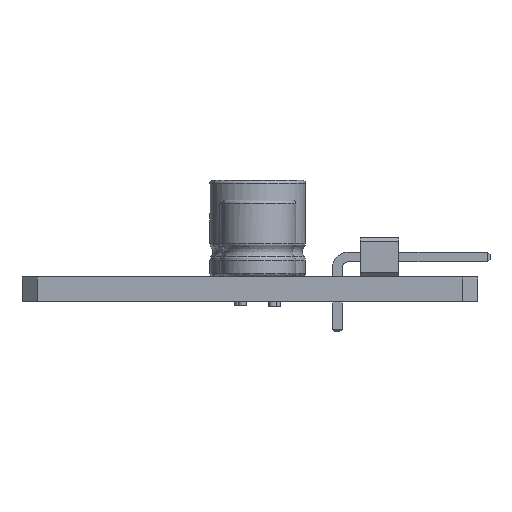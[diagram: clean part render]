
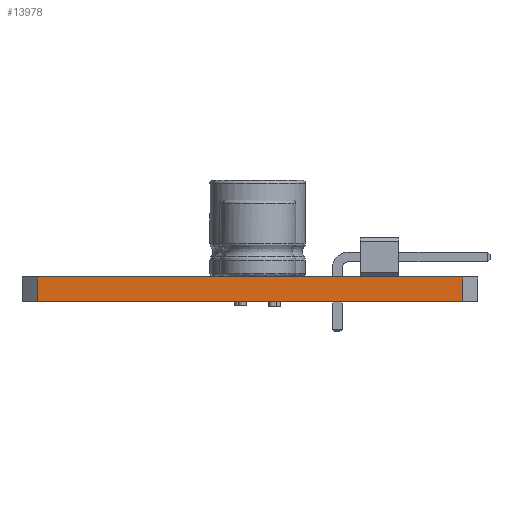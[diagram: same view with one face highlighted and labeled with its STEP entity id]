
A CAD part, left-side view. The second image highlights one B-rep face of the part: STEP entity #13978.
In plain terms, the highlighted planar face has unit normal (-1, 0, 0).
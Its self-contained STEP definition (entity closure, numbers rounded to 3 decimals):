
#13978 = ADVANCED_FACE('',(#13979),#13993,.F.);
#13979 = FACE_BOUND('',#13980,.F.);
#13980 = EDGE_LOOP('',(#13981,#14016,#14044,#14072));
#13981 = ORIENTED_EDGE('',*,*,#13982,.T.);
#13982 = EDGE_CURVE('',#13983,#13985,#13987,.T.);
#13983 = VERTEX_POINT('',#13984);
#13984 = CARTESIAN_POINT('',(15.,-6.,0.));
#13985 = VERTEX_POINT('',#13986);
#13986 = CARTESIAN_POINT('',(15.,-6.,1.6));
#13987 = SURFACE_CURVE('',#13988,(#13992,#14004),.PCURVE_S1.);
#13988 = LINE('',#13989,#13990);
#13989 = CARTESIAN_POINT('',(15.,-6.,0.));
#13990 = VECTOR('',#13991,1.);
#13991 = DIRECTION('',(0.,0.,1.));
#13992 = PCURVE('',#13993,#13998);
#13993 = PLANE('',#13994);
#13994 = AXIS2_PLACEMENT_3D('',#13995,#13996,#13997);
#13995 = CARTESIAN_POINT('',(15.,-6.,0.));
#13996 = DIRECTION('',(1.,0.,0.));
#13997 = DIRECTION('',(0.,-1.,0.));
#13998 = DEFINITIONAL_REPRESENTATION('',(#13999),#14003);
#13999 = LINE('',#14000,#14001);
#14000 = CARTESIAN_POINT('',(0.,0.));
#14001 = VECTOR('',#14002,1.);
#14002 = DIRECTION('',(0.,-1.));
#14003 = ( GEOMETRIC_REPRESENTATION_CONTEXT(2) 
PARAMETRIC_REPRESENTATION_CONTEXT() REPRESENTATION_CONTEXT('2D SPACE',''
  ) );
#14004 = PCURVE('',#14005,#14010);
#14005 = PLANE('',#14006);
#14006 = AXIS2_PLACEMENT_3D('',#14007,#14008,#14009);
#14007 = CARTESIAN_POINT('',(16.,-5.,0.));
#14008 = DIRECTION('',(0.707,-0.707,0.));
#14009 = DIRECTION('',(-0.707,-0.707,0.));
#14010 = DEFINITIONAL_REPRESENTATION('',(#14011),#14015);
#14011 = LINE('',#14012,#14013);
#14012 = CARTESIAN_POINT('',(1.414,0.));
#14013 = VECTOR('',#14014,1.);
#14014 = DIRECTION('',(0.,-1.));
#14015 = ( GEOMETRIC_REPRESENTATION_CONTEXT(2) 
PARAMETRIC_REPRESENTATION_CONTEXT() REPRESENTATION_CONTEXT('2D SPACE',''
  ) );
#14016 = ORIENTED_EDGE('',*,*,#14017,.T.);
#14017 = EDGE_CURVE('',#13985,#14018,#14020,.T.);
#14018 = VERTEX_POINT('',#14019);
#14019 = CARTESIAN_POINT('',(15.,-34.,1.6));
#14020 = SURFACE_CURVE('',#14021,(#14025,#14032),.PCURVE_S1.);
#14021 = LINE('',#14022,#14023);
#14022 = CARTESIAN_POINT('',(15.,-6.,1.6));
#14023 = VECTOR('',#14024,1.);
#14024 = DIRECTION('',(0.,-1.,0.));
#14025 = PCURVE('',#13993,#14026);
#14026 = DEFINITIONAL_REPRESENTATION('',(#14027),#14031);
#14027 = LINE('',#14028,#14029);
#14028 = CARTESIAN_POINT('',(0.,-1.6));
#14029 = VECTOR('',#14030,1.);
#14030 = DIRECTION('',(1.,0.));
#14031 = ( GEOMETRIC_REPRESENTATION_CONTEXT(2) 
PARAMETRIC_REPRESENTATION_CONTEXT() REPRESENTATION_CONTEXT('2D SPACE',''
  ) );
#14032 = PCURVE('',#14033,#14038);
#14033 = PLANE('',#14034);
#14034 = AXIS2_PLACEMENT_3D('',#14035,#14036,#14037);
#14035 = CARTESIAN_POINT('',(24.,-20.654,1.6));
#14036 = DIRECTION('',(0.,0.,1.));
#14037 = DIRECTION('',(1.,0.,0.));
#14038 = DEFINITIONAL_REPRESENTATION('',(#14039),#14043);
#14039 = LINE('',#14040,#14041);
#14040 = CARTESIAN_POINT('',(-9.,14.654));
#14041 = VECTOR('',#14042,1.);
#14042 = DIRECTION('',(0.,-1.));
#14043 = ( GEOMETRIC_REPRESENTATION_CONTEXT(2) 
PARAMETRIC_REPRESENTATION_CONTEXT() REPRESENTATION_CONTEXT('2D SPACE',''
  ) );
#14044 = ORIENTED_EDGE('',*,*,#14045,.F.);
#14045 = EDGE_CURVE('',#14046,#14018,#14048,.T.);
#14046 = VERTEX_POINT('',#14047);
#14047 = CARTESIAN_POINT('',(15.,-34.,0.));
#14048 = SURFACE_CURVE('',#14049,(#14053,#14060),.PCURVE_S1.);
#14049 = LINE('',#14050,#14051);
#14050 = CARTESIAN_POINT('',(15.,-34.,0.));
#14051 = VECTOR('',#14052,1.);
#14052 = DIRECTION('',(0.,0.,1.));
#14053 = PCURVE('',#13993,#14054);
#14054 = DEFINITIONAL_REPRESENTATION('',(#14055),#14059);
#14055 = LINE('',#14056,#14057);
#14056 = CARTESIAN_POINT('',(28.,0.));
#14057 = VECTOR('',#14058,1.);
#14058 = DIRECTION('',(0.,-1.));
#14059 = ( GEOMETRIC_REPRESENTATION_CONTEXT(2) 
PARAMETRIC_REPRESENTATION_CONTEXT() REPRESENTATION_CONTEXT('2D SPACE',''
  ) );
#14060 = PCURVE('',#14061,#14066);
#14061 = PLANE('',#14062);
#14062 = AXIS2_PLACEMENT_3D('',#14063,#14064,#14065);
#14063 = CARTESIAN_POINT('',(15.,-34.,0.));
#14064 = DIRECTION('',(0.707,0.707,0.));
#14065 = DIRECTION('',(0.707,-0.707,0.));
#14066 = DEFINITIONAL_REPRESENTATION('',(#14067),#14071);
#14067 = LINE('',#14068,#14069);
#14068 = CARTESIAN_POINT('',(0.,0.));
#14069 = VECTOR('',#14070,1.);
#14070 = DIRECTION('',(0.,-1.));
#14071 = ( GEOMETRIC_REPRESENTATION_CONTEXT(2) 
PARAMETRIC_REPRESENTATION_CONTEXT() REPRESENTATION_CONTEXT('2D SPACE',''
  ) );
#14072 = ORIENTED_EDGE('',*,*,#14073,.F.);
#14073 = EDGE_CURVE('',#13983,#14046,#14074,.T.);
#14074 = SURFACE_CURVE('',#14075,(#14079,#14086),.PCURVE_S1.);
#14075 = LINE('',#14076,#14077);
#14076 = CARTESIAN_POINT('',(15.,-6.,0.));
#14077 = VECTOR('',#14078,1.);
#14078 = DIRECTION('',(0.,-1.,0.));
#14079 = PCURVE('',#13993,#14080);
#14080 = DEFINITIONAL_REPRESENTATION('',(#14081),#14085);
#14081 = LINE('',#14082,#14083);
#14082 = CARTESIAN_POINT('',(0.,0.));
#14083 = VECTOR('',#14084,1.);
#14084 = DIRECTION('',(1.,0.));
#14085 = ( GEOMETRIC_REPRESENTATION_CONTEXT(2) 
PARAMETRIC_REPRESENTATION_CONTEXT() REPRESENTATION_CONTEXT('2D SPACE',''
  ) );
#14086 = PCURVE('',#14087,#14092);
#14087 = PLANE('',#14088);
#14088 = AXIS2_PLACEMENT_3D('',#14089,#14090,#14091);
#14089 = CARTESIAN_POINT('',(24.,-20.654,0.));
#14090 = DIRECTION('',(0.,0.,1.));
#14091 = DIRECTION('',(1.,0.,0.));
#14092 = DEFINITIONAL_REPRESENTATION('',(#14093),#14097);
#14093 = LINE('',#14094,#14095);
#14094 = CARTESIAN_POINT('',(-9.,14.654));
#14095 = VECTOR('',#14096,1.);
#14096 = DIRECTION('',(0.,-1.));
#14097 = ( GEOMETRIC_REPRESENTATION_CONTEXT(2) 
PARAMETRIC_REPRESENTATION_CONTEXT() REPRESENTATION_CONTEXT('2D SPACE',''
  ) );
